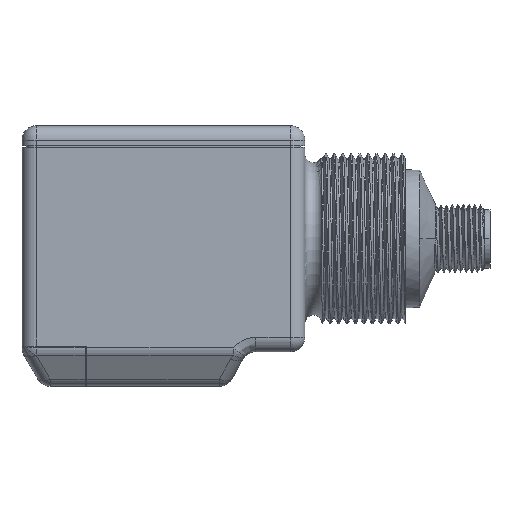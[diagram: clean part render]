
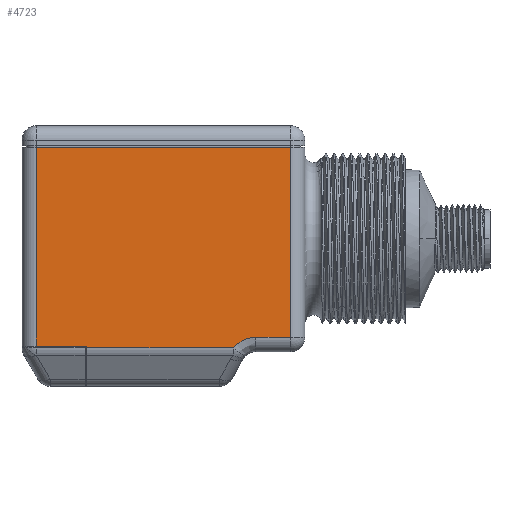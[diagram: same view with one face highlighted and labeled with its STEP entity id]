
A CAD part, left-side view. The second image highlights one B-rep face of the part: STEP entity #4723.
In plain terms, the highlighted planar face has unit normal (-1, 0, 0).
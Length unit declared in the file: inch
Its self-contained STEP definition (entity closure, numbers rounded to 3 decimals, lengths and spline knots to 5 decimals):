
#339=DIRECTION('',(0.,0.,-1.));
#340=VECTOR('',#339,1.324);
#341=CARTESIAN_POINT('',(0.,0.1,0.));
#342=LINE('',#341,#340);
#352=DIRECTION('',(0.,-1.,0.));
#353=VECTOR('',#352,0.35);
#354=CARTESIAN_POINT('',(0.,1.87,-1.384));
#355=LINE('',#354,#353);
#356=DIRECTION('',(0.,0.,1.));
#357=VECTOR('',#356,0.01321);
#358=CARTESIAN_POINT('',(0.,1.52,-1.39721));
#359=LINE('',#358,#357);
#392=DIRECTION('',(0.,0.,-1.));
#393=VECTOR('',#392,1.384);
#394=CARTESIAN_POINT('',(0.,1.87,0.));
#395=LINE('',#394,#393);
#413=DIRECTION('',(0.,1.,0.));
#414=VECTOR('',#413,1.77);
#415=CARTESIAN_POINT('',(0.,0.1,0.));
#416=LINE('',#415,#414);
#3488=DIRECTION('',(0.,1.,0.));
#3489=VECTOR('',#3488,0.24226);
#3490=CARTESIAN_POINT('',(0.,0.1,-1.324));
#3491=LINE('',#3490,#3489);
#3511=CARTESIAN_POINT('',(0.,0.34226,-1.324));
#3512=CARTESIAN_POINT('',(0.,0.3516,-1.324));
#3513=CARTESIAN_POINT('',(0.,0.37035,
-1.32529));
#3514=CARTESIAN_POINT('',(0.,0.39912,
-1.33148));
#3515=CARTESIAN_POINT('',(0.,0.42721,
-1.3421));
#3516=CARTESIAN_POINT('',(0.,0.4536,
-1.35693));
#3517=CARTESIAN_POINT('',(0.,0.47735,
-1.37552));
#3518=CARTESIAN_POINT('',(0.,0.49075,
-1.38966));
#3519=CARTESIAN_POINT('',(0.,0.49694,
-1.39721));
#3567=DIRECTION('',(0.,1.,0.));
#3568=VECTOR('',#3567,1.02306);
#3569=CARTESIAN_POINT('',(0.,0.49694,
-1.39721));
#3570=LINE('',#3569,#3568);
#3610=CARTESIAN_POINT('',(0.,1.52,-1.384));
#3611=VERTEX_POINT('',#3610);
#3626=CARTESIAN_POINT('',(0.,0.34226,-1.324));
#3628=VERTEX_POINT('',#3626);
#3692=CARTESIAN_POINT('',(0.,0.49694,
-1.39721));
#3693=CARTESIAN_POINT('',(0.,1.52,-1.39721));
#3694=VERTEX_POINT('',#3692);
#3695=VERTEX_POINT('',#3693);
#3720=CARTESIAN_POINT('',(0.,1.87,0.));
#3721=CARTESIAN_POINT('',(0.,1.87,-1.384));
#3722=VERTEX_POINT('',#3720);
#3723=VERTEX_POINT('',#3721);
#3724=CARTESIAN_POINT('',(0.,0.1,0.));
#3725=CARTESIAN_POINT('',(0.,0.1,-1.324));
#3726=VERTEX_POINT('',#3724);
#3727=VERTEX_POINT('',#3725);
#4702=CARTESIAN_POINT('',(0.,0.,0.));
#4703=DIRECTION('',(-1.,0.,0.));
#4704=DIRECTION('',(0.,1.,0.));
#4705=AXIS2_PLACEMENT_3D('',#4702,#4703,#4704);
#4706=PLANE('',#4705);
#4708=ORIENTED_EDGE('',*,*,#4707,.F.);
#4710=ORIENTED_EDGE('',*,*,#4709,.F.);
#4712=ORIENTED_EDGE('',*,*,#4711,.F.);
#4713=ORIENTED_EDGE('',*,*,#4692,.T.);
#4715=ORIENTED_EDGE('',*,*,#4714,.T.);
#4717=ORIENTED_EDGE('',*,*,#4716,.T.);
#4719=ORIENTED_EDGE('',*,*,#4718,.T.);
#4720=ORIENTED_EDGE('',*,*,#4315,.T.);
#4721=EDGE_LOOP('',(#4708,#4710,#4712,#4713,#4715,#4717,#4719,#4720));
#4722=FACE_OUTER_BOUND('',#4721,.F.);
#4723=ADVANCED_FACE('',(#4722),#4706,.T.);
#3520=B_SPLINE_CURVE_WITH_KNOTS('',3,(#3511,#3512,#3513,#3514,#3515,#3516,#3517,
#3518,#3519),.UNSPECIFIED.,.F.,.F.,(4,1,1,1,1,1,4),(0.,0.16667,
0.33333,0.5,0.66667,0.83333,1.),
.UNSPECIFIED.);
#4315=EDGE_CURVE('',#3695,#3611,#359,.T.);
#4692=EDGE_CURVE('',#3726,#3727,#342,.T.);
#4707=EDGE_CURVE('',#3723,#3611,#355,.T.);
#4709=EDGE_CURVE('',#3722,#3723,#395,.T.);
#4711=EDGE_CURVE('',#3726,#3722,#416,.T.);
#4714=EDGE_CURVE('',#3727,#3628,#3491,.T.);
#4716=EDGE_CURVE('',#3628,#3694,#3520,.T.);
#4718=EDGE_CURVE('',#3694,#3695,#3570,.T.);
